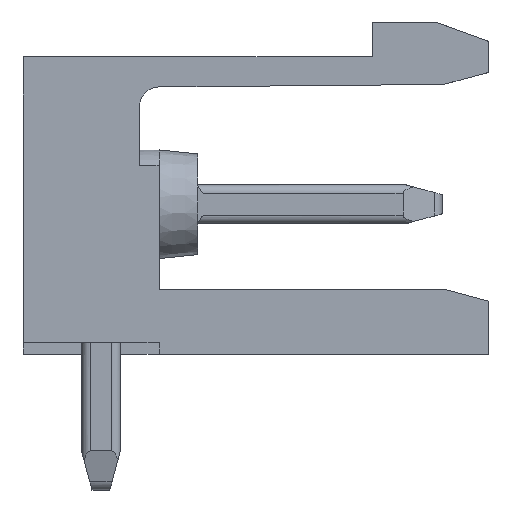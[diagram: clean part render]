
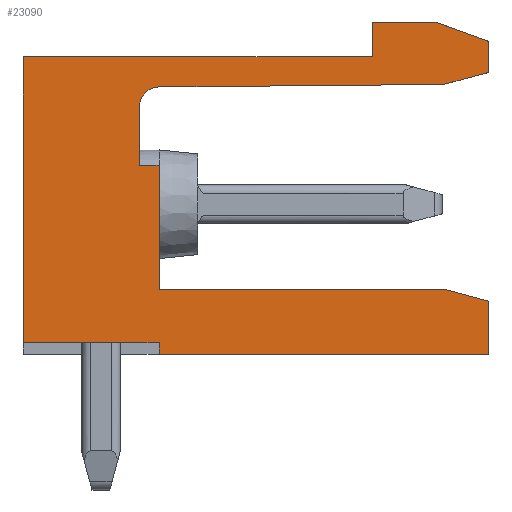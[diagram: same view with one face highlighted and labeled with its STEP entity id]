
A CAD part, left-side view. The second image highlights one B-rep face of the part: STEP entity #23090.
In plain terms, the highlighted face is planar.
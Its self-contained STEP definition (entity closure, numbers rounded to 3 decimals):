
#4750=CARTESIAN_POINT('',(-39.597,44.78,24.99));
#4760=VERTEX_POINT('',#4750);
#4790=CARTESIAN_POINT('',(-39.597,44.868,24.99));
#4800=DIRECTION('',(0.,-1.,0.));
#4810=VECTOR('',#4800,1.);
#4820=LINE('',#4790,#4810);
#4830=CARTESIAN_POINT('',(-39.597,47.98,24.99));
#4840=VERTEX_POINT('',#4830);
#4850=EDGE_CURVE('',#4840,#4760,#4820,.T.);
#8030=CARTESIAN_POINT('',(0.,47.98,24.99));
#8040=DIRECTION('',(1.,0.,0.));
#8050=VECTOR('',#8040,1.);
#8060=LINE('',#8030,#8050);
#8070=CARTESIAN_POINT('',(-40.097,47.98,24.99));
#8080=VERTEX_POINT('',#8070);
#8090=EDGE_CURVE('',#8080,#4840,#8060,.T.);
#21730=CARTESIAN_POINT('',(-44.521,38.502,24.99));
#21740=DIRECTION('',(0.,-0.,1.));
#21750=DIRECTION('',(0.,1.,0.));
#21760=AXIS2_PLACEMENT_3D('',#21730,#21740,#21750);
#21770=PLANE('',#21760);
#21780=CARTESIAN_POINT('',(-34.097,0.,24.99));
#21790=DIRECTION('',(0.,1.,0.));
#21800=VECTOR('',#21790,1.);
#21810=LINE('',#21780,#21800);
#21820=CARTESIAN_POINT('',(-34.097,50.78,24.99));
#21830=VERTEX_POINT('',#21820);
#21840=CARTESIAN_POINT('',(-34.097,51.68,24.99));
#21850=VERTEX_POINT('',#21840);
#21860=EDGE_CURVE('',#21830,#21850,#21810,.T.);
#21870=ORIENTED_EDGE('',*,*,#21860,.F.);
#21880=CARTESIAN_POINT('',(0.,51.68,24.99));
#21890=DIRECTION('',(1.,0.,0.));
#21900=VECTOR('',#21890,1.);
#21910=LINE('',#21880,#21900);
#21920=CARTESIAN_POINT('',(-32.47,51.68,24.99));
#21930=VERTEX_POINT('',#21920);
#21940=EDGE_CURVE('',#21850,#21930,#21910,.T.);
#21950=ORIENTED_EDGE('',*,*,#21940,.F.);
#21960=CARTESIAN_POINT('',(0.,39.862,24.99));
#21970=DIRECTION('',(0.94,-0.342,0.));
#21980=VECTOR('',#21970,1.);
#21990=LINE('',#21960,#21980);
#22000=CARTESIAN_POINT('',(-31.097,51.18,24.99));
#22010=VERTEX_POINT('',#22000);
#22020=EDGE_CURVE('',#21930,#22010,#21990,.T.);
#22030=ORIENTED_EDGE('',*,*,#22020,.F.);
#22040=CARTESIAN_POINT('',(-31.097,0.,24.99));
#22050=DIRECTION('',(0.,1.,0.));
#22060=VECTOR('',#22050,1.);
#22070=LINE('',#22040,#22060);
#22080=CARTESIAN_POINT('',(-31.097,50.38,24.99));
#22090=VERTEX_POINT('',#22080);
#22100=EDGE_CURVE('',#22090,#22010,#22070,.T.);
#22110=ORIENTED_EDGE('',*,*,#22100,.T.);
#22120=CARTESIAN_POINT('',(0.,58.713,24.99));
#22130=DIRECTION('',(-0.966,-0.259,0.));
#22140=VECTOR('',#22130,1.);
#22150=LINE('',#22120,#22140);
#22160=CARTESIAN_POINT('',(-32.255,50.07,24.99));
#22170=VERTEX_POINT('',#22160);
#22180=EDGE_CURVE('',#22090,#22170,#22150,.T.);
#22190=ORIENTED_EDGE('',*,*,#22180,.F.);
#22200=CARTESIAN_POINT('',(0.,50.358,24.99));
#22210=DIRECTION('',(-1.,-0.009,0.));
#22220=VECTOR('',#22210,1.);
#22230=LINE('',#22200,#22220);
#22240=CARTESIAN_POINT('',(-39.601,50.004,24.99));
#22250=VERTEX_POINT('',#22240);
#22260=EDGE_CURVE('',#22170,#22250,#22230,.T.);
#22270=ORIENTED_EDGE('',*,*,#22260,.F.);
#22280=CARTESIAN_POINT('',(-39.597,49.504,24.99));
#22290=DIRECTION('',(0.,0.,-1.));
#22300=DIRECTION('',(1.,0.,0.));
#22310=AXIS2_PLACEMENT_3D('',#22280,#22290,#22300);
#22320=CIRCLE('',#22310,0.5);
#22330=CARTESIAN_POINT('',(-40.097,49.504,24.99));
#22340=VERTEX_POINT('',#22330);
#22350=EDGE_CURVE('',#22340,#22250,#22320,.T.);
#22360=ORIENTED_EDGE('',*,*,#22350,.T.);
#22370=CARTESIAN_POINT('',(-40.097,49.504,24.99));
#22380=DIRECTION('',(0.,-1.,0.));
#22390=VECTOR('',#22380,1.);
#22400=LINE('',#22370,#22390);
#22410=EDGE_CURVE('',#22340,#8080,#22400,.T.);
#22420=ORIENTED_EDGE('',*,*,#22410,.F.);
#22430=ORIENTED_EDGE('',*,*,#8090,.F.);
#22440=ORIENTED_EDGE('',*,*,#4850,.F.);
#22450=CARTESIAN_POINT('',(0.,44.78,24.99));
#22460=DIRECTION('',(1.,0.,0.));
#22470=VECTOR('',#22460,1.);
#22480=LINE('',#22450,#22470);
#22490=CARTESIAN_POINT('',(-32.216,44.78,24.99));
#22500=VERTEX_POINT('',#22490);
#22510=EDGE_CURVE('',#4760,#22500,#22480,.T.);
#22520=ORIENTED_EDGE('',*,*,#22510,.F.);
#22530=CARTESIAN_POINT('',(0.,36.148,24.99));
#22540=DIRECTION('',(-0.966,0.259,0.));
#22550=VECTOR('',#22540,1.);
#22560=LINE('',#22530,#22550);
#22570=CARTESIAN_POINT('',(-31.097,44.48,24.99));
#22580=VERTEX_POINT('',#22570);
#22590=EDGE_CURVE('',#22580,#22500,#22560,.T.);
#22600=ORIENTED_EDGE('',*,*,#22590,.T.);
#22610=CARTESIAN_POINT('',(-31.097,0.,24.99));
#22620=DIRECTION('',(0.,-1.,0.));
#22630=VECTOR('',#22620,1.);
#22640=LINE('',#22610,#22630);
#22650=CARTESIAN_POINT('',(-31.097,43.11,24.99));
#22660=VERTEX_POINT('',#22650);
#22670=EDGE_CURVE('',#22580,#22660,#22640,.T.);
#22680=ORIENTED_EDGE('',*,*,#22670,.F.);
#22690=CARTESIAN_POINT('',(0.,43.11,24.99));
#22700=DIRECTION('',(1.,0.,0.));
#22710=VECTOR('',#22700,1.);
#22720=LINE('',#22690,#22710);
#22730=CARTESIAN_POINT('',(-39.597,43.11,24.99));
#22740=VERTEX_POINT('',#22730);
#22750=EDGE_CURVE('',#22740,#22660,#22720,.T.);
#22760=ORIENTED_EDGE('',*,*,#22750,.T.);
#22770=CARTESIAN_POINT('',(-39.597,0.,24.99));
#22780=DIRECTION('',(0.,-1.,0.));
#22790=VECTOR('',#22780,1.);
#22800=LINE('',#22770,#22790);
#22810=CARTESIAN_POINT('',(-39.597,43.41,24.99));
#22820=VERTEX_POINT('',#22810);
#22830=EDGE_CURVE('',#22820,#22740,#22800,.T.);
#22840=ORIENTED_EDGE('',*,*,#22830,.T.);
#22850=CARTESIAN_POINT('',(0.,43.41,24.99));
#22860=DIRECTION('',(-1.,0.,0.));
#22870=VECTOR('',#22860,1.);
#22880=LINE('',#22850,#22870);
#22890=CARTESIAN_POINT('',(-43.097,43.41,24.99));
#22900=VERTEX_POINT('',#22890);
#22910=EDGE_CURVE('',#22820,#22900,#22880,.T.);
#22920=ORIENTED_EDGE('',*,*,#22910,.F.);
#22930=CARTESIAN_POINT('',(-43.097,0.,24.99));
#22940=DIRECTION('',(0.,-1.,0.));
#22950=VECTOR('',#22940,1.);
#22960=LINE('',#22930,#22950);
#22970=CARTESIAN_POINT('',(-43.097,50.78,24.99));
#22980=VERTEX_POINT('',#22970);
#22990=EDGE_CURVE('',#22980,#22900,#22960,.T.);
#23000=ORIENTED_EDGE('',*,*,#22990,.T.);
#23010=CARTESIAN_POINT('',(0.,50.78,24.99));
#23020=DIRECTION('',(1.,0.,0.));
#23030=VECTOR('',#23020,1.);
#23040=LINE('',#23010,#23030);
#23050=EDGE_CURVE('',#22980,#21830,#23040,.T.);
#23060=ORIENTED_EDGE('',*,*,#23050,.F.);
#23070=EDGE_LOOP('',(#23060,#23000,#22920,#22840,#22760,#22680,#22600,
#22520,#22440,#22430,#22420,#22360,#22270,#22190,#22110,#22030,#21950,
#21870));
#23080=FACE_OUTER_BOUND('',#23070,.T.);
#23090=ADVANCED_FACE('',(#23080),#21770,.T.);
